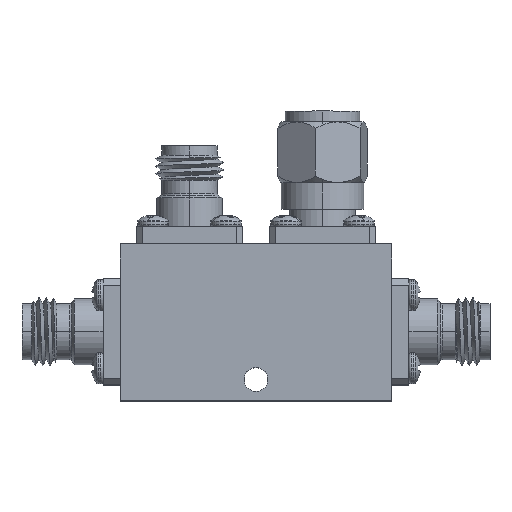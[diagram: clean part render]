
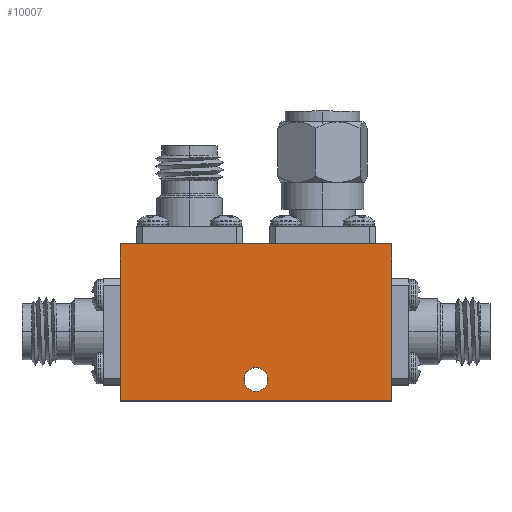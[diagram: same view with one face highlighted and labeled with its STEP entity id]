
A CAD part, top view. The second image highlights one B-rep face of the part: STEP entity #10007.
In plain terms, the highlighted planar face has unit normal (0, 0, 1).
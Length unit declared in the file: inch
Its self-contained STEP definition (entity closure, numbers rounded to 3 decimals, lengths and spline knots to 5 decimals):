
#1823 = ORIENTED_EDGE ( 'NONE', *, *, #22367, .F. ) ;
#2039 = VERTEX_POINT ( 'NONE', #14508 ) ;
#2064 = VECTOR ( 'NONE', #15295, 39.37008 ) ;
#2997 = EDGE_CURVE ( 'NONE', #31505, #4388, #19456, .T. ) ;
#4025 = ORIENTED_EDGE ( 'NONE', *, *, #17993, .T. ) ;
#4388 = VERTEX_POINT ( 'NONE', #19055 ) ;
#6026 = VERTEX_POINT ( 'NONE', #14742 ) ;
#7146 = ORIENTED_EDGE ( 'NONE', *, *, #11008, .T. ) ;
#7797 = DIRECTION ( 'NONE',  ( 1., 0., 0. ) ) ;
#9447 = LINE ( 'NONE', #23731, #2064 ) ;
#10007 = ADVANCED_FACE ( 'NONE', ( #21878, #22602 ), #30832, .T. ) ;
#10297 = LINE ( 'NONE', #32611, #16740 ) ;
#10865 = CIRCLE ( 'NONE', #21968, 0.0445 ) ;
#11008 = EDGE_CURVE ( 'NONE', #32789, #31505, #9447, .T. ) ;
#13487 = CARTESIAN_POINT ( 'NONE',  ( 0.51, 0.295, 0.215 ) ) ;
#13616 = DIRECTION ( 'NONE',  ( 0., 0., 1. ) ) ;
#14508 = CARTESIAN_POINT ( 'NONE',  ( 0.0445, -0.215, 0.215 ) ) ;
#14742 = CARTESIAN_POINT ( 'NONE',  ( -0.51, -0.295, 0.215 ) ) ;
#15295 = DIRECTION ( 'NONE',  ( 0., 1., 0. ) ) ;
#15371 = AXIS2_PLACEMENT_3D ( 'NONE', #18741, #30083, #24615 ) ;
#16740 = VECTOR ( 'NONE', #29870, 39.37008 ) ;
#17379 = LINE ( 'NONE', #33851, #32000 ) ;
#17993 = EDGE_CURVE ( 'NONE', #6026, #32789, #17379, .T. ) ;
#18741 = CARTESIAN_POINT ( 'NONE',  ( 0., -0.215, 0.215 ) ) ;
#18771 = ORIENTED_EDGE ( 'NONE', *, *, #25565, .T. ) ;
#19055 = CARTESIAN_POINT ( 'NONE',  ( -0.51, 0.295, 0.215 ) ) ;
#19116 = DIRECTION ( 'NONE',  ( 1., 0., 0. ) ) ;
#19221 = EDGE_LOOP ( 'NONE', ( #25230, #1823 ) ) ;
#19456 = LINE ( 'NONE', #21677, #27875 ) ;
#19515 = DIRECTION ( 'NONE',  ( 0., 0., 1. ) ) ;
#19765 = DIRECTION ( 'NONE',  ( 1., 0., 0. ) ) ;
#19856 = VERTEX_POINT ( 'NONE', #30082 ) ;
#20294 = CARTESIAN_POINT ( 'NONE',  ( 0.51, -0.295, 0.215 ) ) ;
#21125 = EDGE_LOOP ( 'NONE', ( #7146, #23402, #18771, #4025 ) ) ;
#21677 = CARTESIAN_POINT ( 'NONE',  ( -0.51, 0.295, 0.215 ) ) ;
#21878 = FACE_BOUND ( 'NONE', #19221, .T. ) ;
#21968 = AXIS2_PLACEMENT_3D ( 'NONE', #24489, #19515, #7797 ) ;
#22367 = EDGE_CURVE ( 'NONE', #19856, #2039, #10865, .T. ) ;
#22602 = FACE_OUTER_BOUND ( 'NONE', #21125, .T. ) ;
#23402 = ORIENTED_EDGE ( 'NONE', *, *, #2997, .T. ) ;
#23731 = CARTESIAN_POINT ( 'NONE',  ( 0.51, 0.295, 0.215 ) ) ;
#24489 = CARTESIAN_POINT ( 'NONE',  ( 0., -0.215, 0.215 ) ) ;
#24615 = DIRECTION ( 'NONE',  ( 1., 0., 0. ) ) ;
#25230 = ORIENTED_EDGE ( 'NONE', *, *, #31773, .F. ) ;
#25565 = EDGE_CURVE ( 'NONE', #4388, #6026, #10297, .T. ) ;
#27543 = CARTESIAN_POINT ( 'NONE',  ( 0., 0., 0.215 ) ) ;
#27875 = VECTOR ( 'NONE', #32815, 39.37008 ) ;
#29870 = DIRECTION ( 'NONE',  ( 0., -1., 0. ) ) ;
#30082 = CARTESIAN_POINT ( 'NONE',  ( -0.0445, -0.215, 0.215 ) ) ;
#30083 = DIRECTION ( 'NONE',  ( 0., 0., 1. ) ) ;
#30832 = PLANE ( 'NONE',  #32406 ) ;
#31505 = VERTEX_POINT ( 'NONE', #13487 ) ;
#31773 = EDGE_CURVE ( 'NONE', #2039, #19856, #33462, .T. ) ;
#32000 = VECTOR ( 'NONE', #19765, 39.37008 ) ;
#32406 = AXIS2_PLACEMENT_3D ( 'NONE', #27543, #13616, #19116 ) ;
#32611 = CARTESIAN_POINT ( 'NONE',  ( -0.51, 0.295, 0.215 ) ) ;
#32789 = VERTEX_POINT ( 'NONE', #20294 ) ;
#32815 = DIRECTION ( 'NONE',  ( -1., 0., 0. ) ) ;
#33462 = CIRCLE ( 'NONE', #15371, 0.0445 ) ;
#33851 = CARTESIAN_POINT ( 'NONE',  ( -0.51, -0.295, 0.215 ) ) ;
